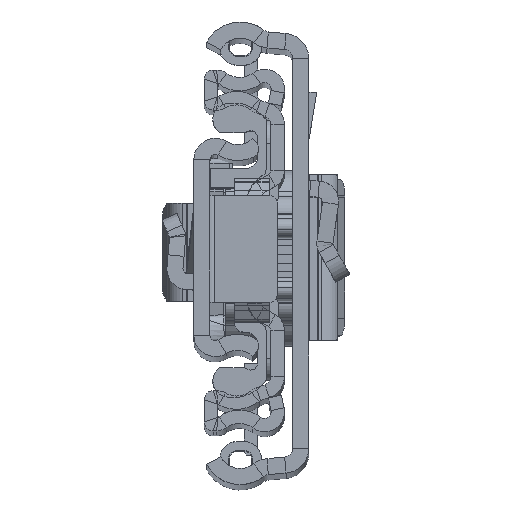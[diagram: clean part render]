
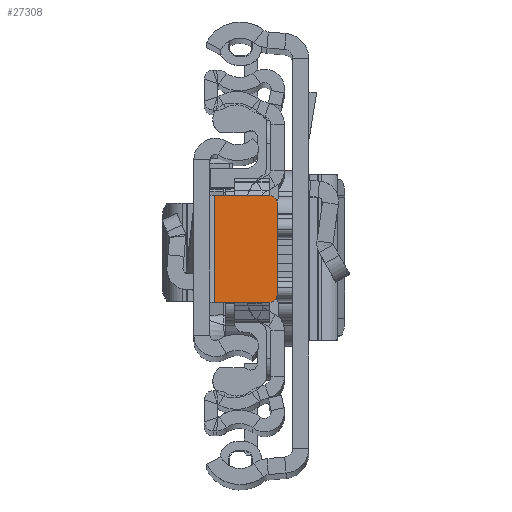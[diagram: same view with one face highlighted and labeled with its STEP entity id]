
A CAD part, top view. The second image highlights one B-rep face of the part: STEP entity #27308.
In plain terms, the highlighted planar face has unit normal (0, 0, 1).
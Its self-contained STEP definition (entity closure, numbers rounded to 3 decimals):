
#387 = DIRECTION ( 'NONE',  ( 0., -1., 0. ) ) ;
#611 = DIRECTION ( 'NONE',  ( 0., 0., 1. ) ) ;
#734 = ORIENTED_EDGE ( 'NONE', *, *, #22982, .F. ) ;
#1061 = CARTESIAN_POINT ( 'NONE',  ( -8.4, -4.849, -6.8 ) ) ;
#1800 = EDGE_CURVE ( 'NONE', #3457, #10699, #13820, .T. ) ;
#1916 = CARTESIAN_POINT ( 'NONE',  ( -9.4, 6.151, -6.8 ) ) ;
#2250 = CARTESIAN_POINT ( 'NONE',  ( -2.3, -5.849, -6.8 ) ) ;
#2508 = EDGE_CURVE ( 'NONE', #4351, #24463, #8990, .T. ) ;
#2884 = CARTESIAN_POINT ( 'NONE',  ( -9.4, 5.151, -6.8 ) ) ;
#2968 = LINE ( 'NONE', #23961, #23655 ) ;
#3013 = ORIENTED_EDGE ( 'NONE', *, *, #1800, .T. ) ;
#3457 = VERTEX_POINT ( 'NONE', #19713 ) ;
#4351 = VERTEX_POINT ( 'NONE', #26455 ) ;
#4362 = EDGE_LOOP ( 'NONE', ( #23531, #3013, #22812, #7021, #734, #26585 ) ) ;
#5009 = EDGE_CURVE ( 'NONE', #26199, #10699, #5817, .T. ) ;
#5525 = DIRECTION ( 'NONE',  ( 1., 0., 0. ) ) ;
#5817 = LINE ( 'NONE', #28640, #30017 ) ;
#7021 = ORIENTED_EDGE ( 'NONE', *, *, #9089, .F. ) ;
#7455 = CARTESIAN_POINT ( 'NONE',  ( -8.4, -5.849, -6.8 ) ) ;
#7517 = DIRECTION ( 'NONE',  ( 0., 0., 1. ) ) ;
#7819 = FACE_OUTER_BOUND ( 'NONE', #4362, .T. ) ;
#7847 = DIRECTION ( 'NONE',  ( 1., 0., 0. ) ) ;
#8990 = CIRCLE ( 'NONE', #27925, 1. ) ;
#9089 = EDGE_CURVE ( 'NONE', #28283, #26199, #21684, .T. ) ;
#10271 = PLANE ( 'NONE',  #28863 ) ;
#10699 = VERTEX_POINT ( 'NONE', #7455 ) ;
#13820 = CIRCLE ( 'NONE', #20111, 1. ) ;
#16174 = EDGE_CURVE ( 'NONE', #3457, #24463, #18501, .T. ) ;
#16675 = CARTESIAN_POINT ( 'NONE',  ( 0., 0., -6.8 ) ) ;
#18501 = LINE ( 'NONE', #1916, #28956 ) ;
#19339 = DIRECTION ( 'NONE',  ( 1., 0., 0. ) ) ;
#19411 = CARTESIAN_POINT ( 'NONE',  ( -8.4, 5.151, -6.8 ) ) ;
#19713 = CARTESIAN_POINT ( 'NONE',  ( -9.4, -4.849, -6.8 ) ) ;
#19824 = DIRECTION ( 'NONE',  ( -1., 0., 0. ) ) ;
#20111 = AXIS2_PLACEMENT_3D ( 'NONE', #1061, #611, #19339 ) ;
#21000 = VECTOR ( 'NONE', #387, 1000. ) ;
#21684 = LINE ( 'NONE', #23810, #21000 ) ;
#22812 = ORIENTED_EDGE ( 'NONE', *, *, #5009, .F. ) ;
#22982 = EDGE_CURVE ( 'NONE', #4351, #28283, #2968, .T. ) ;
#23531 = ORIENTED_EDGE ( 'NONE', *, *, #16174, .F. ) ;
#23655 = VECTOR ( 'NONE', #24808, 1000. ) ;
#23810 = CARTESIAN_POINT ( 'NONE',  ( -2.3, 6.151, -6.8 ) ) ;
#23961 = CARTESIAN_POINT ( 'NONE',  ( -1.8, 6.151, -6.8 ) ) ;
#24463 = VERTEX_POINT ( 'NONE', #2884 ) ;
#24808 = DIRECTION ( 'NONE',  ( 1., 0., 0. ) ) ;
#25481 = DIRECTION ( 'NONE',  ( 0., 1., 0. ) ) ;
#26199 = VERTEX_POINT ( 'NONE', #2250 ) ;
#26455 = CARTESIAN_POINT ( 'NONE',  ( -8.4, 6.151, -6.8 ) ) ;
#26585 = ORIENTED_EDGE ( 'NONE', *, *, #2508, .T. ) ;
#27308 = ADVANCED_FACE ( 'NONE', ( #7819 ), #10271, .T. ) ;
#27925 = AXIS2_PLACEMENT_3D ( 'NONE', #19411, #28686, #7847 ) ;
#28283 = VERTEX_POINT ( 'NONE', #29324 ) ;
#28640 = CARTESIAN_POINT ( 'NONE',  ( -9.4, -5.849, -6.8 ) ) ;
#28686 = DIRECTION ( 'NONE',  ( 0., 0., 1. ) ) ;
#28863 = AXIS2_PLACEMENT_3D ( 'NONE', #16675, #7517, #5525 ) ;
#28956 = VECTOR ( 'NONE', #25481, 1000. ) ;
#29324 = CARTESIAN_POINT ( 'NONE',  ( -2.3, 6.151, -6.8 ) ) ;
#30017 = VECTOR ( 'NONE', #19824, 1000. ) ;
